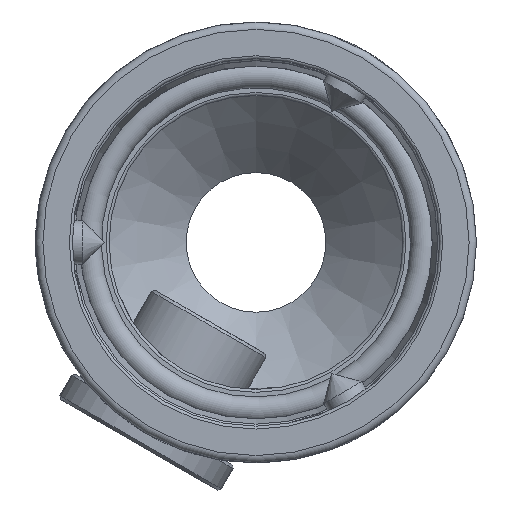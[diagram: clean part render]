
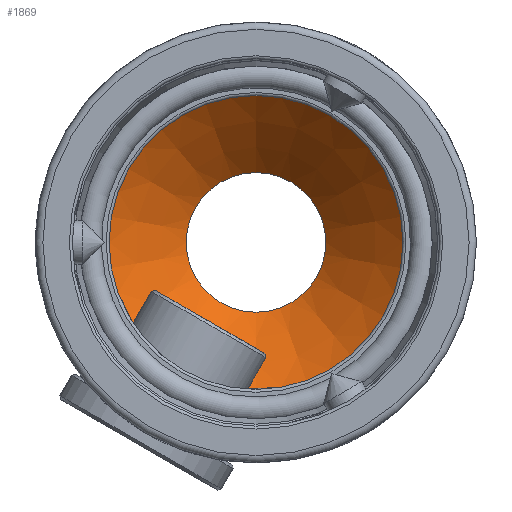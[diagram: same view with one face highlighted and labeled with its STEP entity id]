
A CAD part, left-side view. The second image highlights one B-rep face of the part: STEP entity #1869.
In plain terms, the highlighted conical face has half-angle 45 degrees and reference radius 7.375 mm.
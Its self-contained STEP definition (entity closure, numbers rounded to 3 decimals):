
#233=FACE_OUTER_BOUND('',#348,.T.);
#348=EDGE_LOOP('',(#1618,#1619,#1620,#1621,#1622,#1623));
#454=LINE('',#3484,#556);
#556=VECTOR('',#2630,7.375);
#628=CIRCLE('',#2033,10.);
#629=CIRCLE('',#2034,10.);
#679=CIRCLE('',#2107,4.75);
#680=CIRCLE('',#2108,4.75);
#815=VERTEX_POINT('',#3244);
#816=VERTEX_POINT('',#3246);
#862=VERTEX_POINT('',#3483);
#863=VERTEX_POINT('',#3485);
#1050=EDGE_CURVE('',#816,#815,#628,.T.);
#1051=EDGE_CURVE('',#815,#816,#629,.T.);
#1116=EDGE_CURVE('',#815,#862,#454,.T.);
#1117=EDGE_CURVE('',#863,#862,#679,.T.);
#1118=EDGE_CURVE('',#862,#863,#680,.T.);
#1618=ORIENTED_EDGE('',*,*,#1050,.T.);
#1619=ORIENTED_EDGE('',*,*,#1116,.T.);
#1620=ORIENTED_EDGE('',*,*,#1117,.F.);
#1621=ORIENTED_EDGE('',*,*,#1118,.F.);
#1622=ORIENTED_EDGE('',*,*,#1116,.F.);
#1623=ORIENTED_EDGE('',*,*,#1051,.T.);
#1676=CONICAL_SURFACE('',#2106,7.375,0.785);
#1869=ADVANCED_FACE('',(#233),#1676,.F.);
#2033=AXIS2_PLACEMENT_3D('',#3247,#2473,#2474);
#2034=AXIS2_PLACEMENT_3D('',#3248,#2475,#2476);
#2106=AXIS2_PLACEMENT_3D('',#3482,#2628,#2629);
#2107=AXIS2_PLACEMENT_3D('',#3486,#2631,#2632);
#2108=AXIS2_PLACEMENT_3D('',#3487,#2633,#2634);
#2473=DIRECTION('center_axis',(-1.,0.,0.));
#2474=DIRECTION('ref_axis',(0.,-0.5,0.866));
#2475=DIRECTION('center_axis',(-1.,0.,0.));
#2476=DIRECTION('ref_axis',(0.,-0.5,0.866));
#2628=DIRECTION('center_axis',(-1.,0.,0.));
#2629=DIRECTION('ref_axis',(0.,0.866,0.5));
#2630=DIRECTION('',(0.707,0.612,0.354));
#2631=DIRECTION('center_axis',(-1.,0.,0.));
#2632=DIRECTION('ref_axis',(0.,-0.5,0.866));
#2633=DIRECTION('center_axis',(-1.,0.,0.));
#2634=DIRECTION('ref_axis',(0.,-0.5,0.866));
#3244=CARTESIAN_POINT('',(54.5,-8.66,-5.));
#3246=CARTESIAN_POINT('',(54.5,8.66,5.));
#3247=CARTESIAN_POINT('Origin',(54.5,0.,0.));
#3248=CARTESIAN_POINT('Origin',(54.5,0.,0.));
#3482=CARTESIAN_POINT('Origin',(57.125,0.,0.));
#3483=CARTESIAN_POINT('',(59.75,-4.114,-2.375));
#3484=CARTESIAN_POINT('',(57.125,-6.387,-3.688));
#3485=CARTESIAN_POINT('',(59.75,4.114,2.375));
#3486=CARTESIAN_POINT('Origin',(59.75,0.,0.));
#3487=CARTESIAN_POINT('Origin',(59.75,0.,0.));
